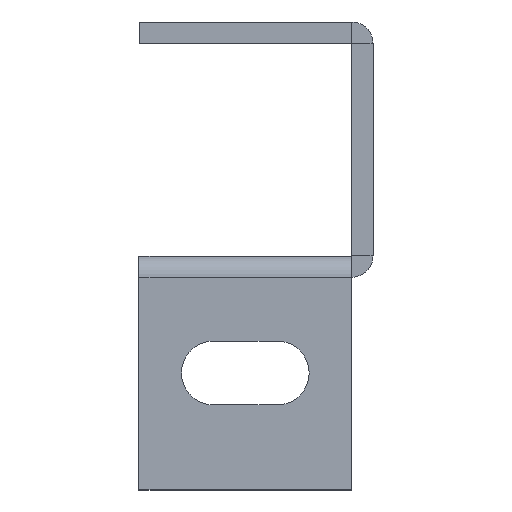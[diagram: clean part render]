
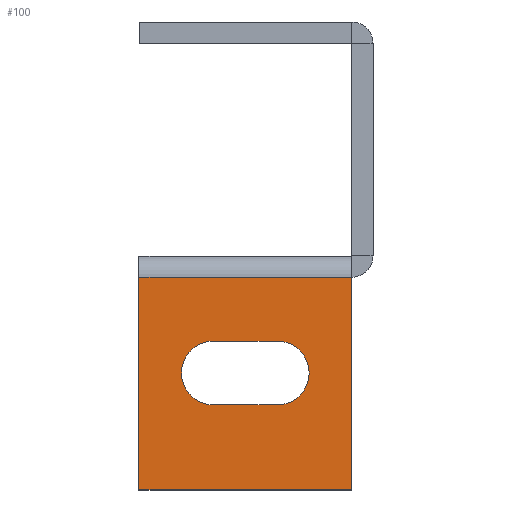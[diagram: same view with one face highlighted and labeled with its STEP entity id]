
A CAD part, left-side view. The second image highlights one B-rep face of the part: STEP entity #100.
In plain terms, the highlighted planar face has unit normal (-1, 0, 0).
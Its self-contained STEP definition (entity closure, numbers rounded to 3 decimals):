
#100 = ADVANCED_FACE ( 'NONE', ( #2697, #2703 ), #9508, .F. ) ;
#548 = LINE ( 'NONE', #8450, #554 ) ;
#554 = VECTOR ( 'NONE', #8453, 1000. ) ;
#562 = LINE ( 'NONE', #8468, #570 ) ;
#563 = LINE ( 'NONE', #8457, #565 ) ;
#565 = VECTOR ( 'NONE', #8467, 1000. ) ;
#568 = LINE ( 'NONE', #8470, #569 ) ;
#569 = VECTOR ( 'NONE', #8471, 1000. ) ;
#570 = VECTOR ( 'NONE', #8473, 1000. ) ;
#571 = VECTOR ( 'NONE', #8488, 1000. ) ;
#576 = LINE ( 'NONE', #8478, #577 ) ;
#577 = VECTOR ( 'NONE', #8479, 1000. ) ;
#578 = LINE ( 'NONE', #8487, #571 ) ;
#581 = CIRCLE ( 'NONE', #4410, 4.5 ) ;
#583 = CIRCLE ( 'NONE', #4412, 4.5 ) ;
#852 = ORIENTED_EDGE ( 'NONE', *, *, #3341, .T. ) ;
#853 = ORIENTED_EDGE ( 'NONE', *, *, #3340, .T. ) ;
#854 = ORIENTED_EDGE ( 'NONE', *, *, #3326, .T. ) ;
#855 = ORIENTED_EDGE ( 'NONE', *, *, #3342, .T. ) ;
#856 = ORIENTED_EDGE ( 'NONE', *, *, #3332, .F. ) ;
#857 = ORIENTED_EDGE ( 'NONE', *, *, #3334, .T. ) ;
#858 = ORIENTED_EDGE ( 'NONE', *, *, #3338, .T. ) ;
#859 = ORIENTED_EDGE ( 'NONE', *, *, #3335, .T. ) ;
#1570 = EDGE_LOOP ( 'NONE', ( #856, #857, #858, #859 ) ) ;
#1594 = EDGE_LOOP ( 'NONE', ( #852, #853, #854, #855 ) ) ;
#2697 = FACE_BOUND ( 'NONE', #1594, .T. ) ;
#2703 = FACE_OUTER_BOUND ( 'NONE', #1570, .T. ) ;
#3326 = EDGE_CURVE ( 'NONE', #6540, #6129, #548, .T. ) ;
#3332 = EDGE_CURVE ( 'NONE', #6580, #6650, #563, .T. ) ;
#3334 = EDGE_CURVE ( 'NONE', #6580, #6585, #568, .T. ) ;
#3335 = EDGE_CURVE ( 'NONE', #6583, #6650, #562, .T. ) ;
#3338 = EDGE_CURVE ( 'NONE', #6585, #6583, #576, .T. ) ;
#3340 = EDGE_CURVE ( 'NONE', #6579, #6540, #581, .T. ) ;
#3341 = EDGE_CURVE ( 'NONE', #6586, #6579, #578, .T. ) ;
#3342 = EDGE_CURVE ( 'NONE', #6129, #6586, #583, .T. ) ;
#4066 = AXIS2_PLACEMENT_3D ( 'NONE', #9509, #9514, #9515 ) ;
#4410 = AXIS2_PLACEMENT_3D ( 'NONE', #8483, #8485, #8486 ) ;
#4412 = AXIS2_PLACEMENT_3D ( 'NONE', #8480, #8489, #8490 ) ;
#6129 = VERTEX_POINT ( 'NONE', #7615 ) ;
#6540 = VERTEX_POINT ( 'NONE', #8026 ) ;
#6579 = VERTEX_POINT ( 'NONE', #8065 ) ;
#6580 = VERTEX_POINT ( 'NONE', #8066 ) ;
#6583 = VERTEX_POINT ( 'NONE', #8069 ) ;
#6585 = VERTEX_POINT ( 'NONE', #8071 ) ;
#6586 = VERTEX_POINT ( 'NONE', #8072 ) ;
#6650 = VERTEX_POINT ( 'NONE', #8136 ) ;
#7615 = CARTESIAN_POINT ( 'NONE',  ( -649.25, 4.5, -18. ) ) ;
#8026 = CARTESIAN_POINT ( 'NONE',  ( -649.25, -4.5, -18. ) ) ;
#8065 = CARTESIAN_POINT ( 'NONE',  ( -649.25, -4.5, -9. ) ) ;
#8066 = CARTESIAN_POINT ( 'NONE',  ( -649.25, 15., -0.01 ) ) ;
#8069 = CARTESIAN_POINT ( 'NONE',  ( -649.25, -15., -30. ) ) ;
#8071 = CARTESIAN_POINT ( 'NONE',  ( -649.25, 15., -30. ) ) ;
#8072 = CARTESIAN_POINT ( 'NONE',  ( -649.25, 4.5, -9. ) ) ;
#8136 = CARTESIAN_POINT ( 'NONE',  ( -649.25, -15., -0.01 ) ) ;
#8450 = CARTESIAN_POINT ( 'NONE',  ( -649.25, 4.5, -18. ) ) ;
#8453 = DIRECTION ( 'NONE',  ( 0., 1., 0. ) ) ;
#8457 = CARTESIAN_POINT ( 'NONE',  ( -649.25, 15., -0.01 ) ) ;
#8467 = DIRECTION ( 'NONE',  ( 0., -1., 0. ) ) ;
#8468 = CARTESIAN_POINT ( 'NONE',  ( -649.25, -15., 0. ) ) ;
#8470 = CARTESIAN_POINT ( 'NONE',  ( -649.25, 15., -30. ) ) ;
#8471 = DIRECTION ( 'NONE',  ( 0., 0., -1. ) ) ;
#8473 = DIRECTION ( 'NONE',  ( 0., 0., 1. ) ) ;
#8478 = CARTESIAN_POINT ( 'NONE',  ( -649.25, -15., -30. ) ) ;
#8479 = DIRECTION ( 'NONE',  ( 0., -1., 0. ) ) ;
#8480 = CARTESIAN_POINT ( 'NONE',  ( -649.25, 4.5, -13.5 ) ) ;
#8483 = CARTESIAN_POINT ( 'NONE',  ( -649.25, -4.5, -13.5 ) ) ;
#8485 = DIRECTION ( 'NONE',  ( 1., 0., 0. ) ) ;
#8486 = DIRECTION ( 'NONE',  ( 0., 0., -1. ) ) ;
#8487 = CARTESIAN_POINT ( 'NONE',  ( -649.25, -4.5, -9. ) ) ;
#8488 = DIRECTION ( 'NONE',  ( 0., -1., 0. ) ) ;
#8489 = DIRECTION ( 'NONE',  ( 1., 0., 0. ) ) ;
#8490 = DIRECTION ( 'NONE',  ( 0., 0., -1. ) ) ;
#9508 = PLANE ( 'NONE',  #4066 ) ;
#9509 = CARTESIAN_POINT ( 'NONE',  ( -649.25, 15., 0. ) ) ;
#9514 = DIRECTION ( 'NONE',  ( 1., 0., 0. ) ) ;
#9515 = DIRECTION ( 'NONE',  ( 0., 0., -1. ) ) ;
